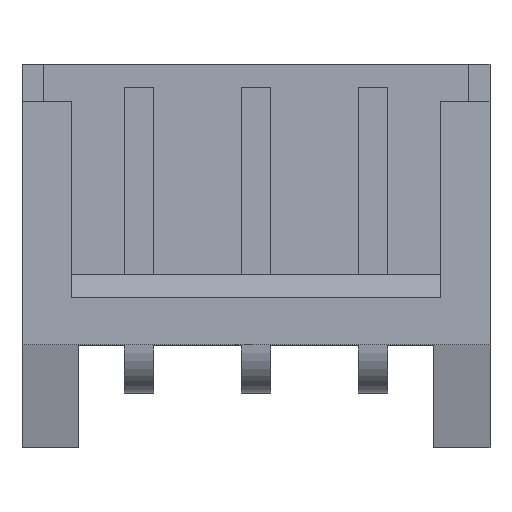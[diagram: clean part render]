
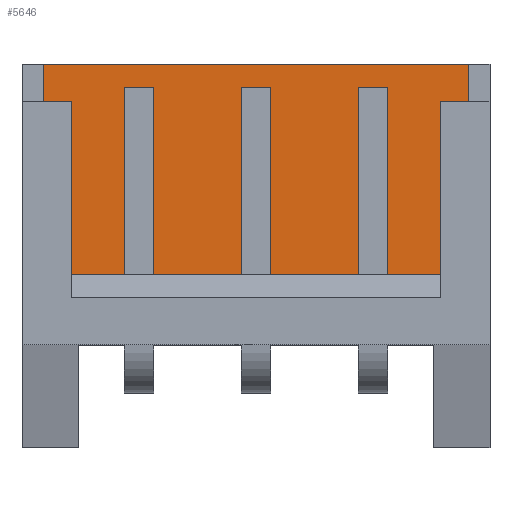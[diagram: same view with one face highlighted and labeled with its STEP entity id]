
A CAD part, top view. The second image highlights one B-rep face of the part: STEP entity #5646.
In plain terms, the highlighted planar face has unit normal (0, 0, 1).
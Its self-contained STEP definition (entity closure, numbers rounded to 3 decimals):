
#1799 = PLANE('',#1800);
#1800 = AXIS2_PLACEMENT_3D('',#1801,#1802,#1803);
#1801 = CARTESIAN_POINT('',(7.5,2.2,2.7));
#1802 = DIRECTION('',(0.,-1.,0.));
#1803 = DIRECTION('',(0.,0.,-1.));
#1855 = PLANE('',#1856);
#1856 = AXIS2_PLACEMENT_3D('',#1857,#1858,#1859);
#1857 = CARTESIAN_POINT('',(7.5,6.7,0.9));
#1858 = DIRECTION('',(0.,-1.,0.));
#1859 = DIRECTION('',(-1.,0.,0.));
#3754 = PLANE('',#3755);
#3755 = AXIS2_PLACEMENT_3D('',#3756,#3757,#3758);
#3756 = CARTESIAN_POINT('',(-2.05,6.7,0.9));
#3757 = DIRECTION('',(-1.,0.,0.));
#3758 = DIRECTION('',(0.,0.,1.));
#4309 = VERTEX_POINT('',#4310);
#4310 = CARTESIAN_POINT('',(7.05,2.2,0.9));
#4324 = PLANE('',#4325);
#4325 = AXIS2_PLACEMENT_3D('',#4326,#4327,#4328);
#4326 = CARTESIAN_POINT('',(7.05,6.7,0.9));
#4327 = DIRECTION('',(1.,0.,0.));
#4328 = DIRECTION('',(0.,0.,-1.));
#4336 = EDGE_CURVE('',#4309,#4337,#4339,.T.);
#4337 = VERTEX_POINT('',#4338);
#4338 = CARTESIAN_POINT('',(-2.05,2.2,0.9));
#4339 = SURFACE_CURVE('',#4340,(#4344,#4351),.PCURVE_S1.);
#4340 = LINE('',#4341,#4342);
#4341 = CARTESIAN_POINT('',(7.5,2.2,0.9));
#4342 = VECTOR('',#4343,1.);
#4343 = DIRECTION('',(-1.,0.,0.));
#4344 = PCURVE('',#1799,#4345);
#4345 = DEFINITIONAL_REPRESENTATION('',(#4346),#4350);
#4346 = LINE('',#4347,#4348);
#4347 = CARTESIAN_POINT('',(1.8,0.));
#4348 = VECTOR('',#4349,1.);
#4349 = DIRECTION('',(0.,-1.));
#4350 = ( GEOMETRIC_REPRESENTATION_CONTEXT(2) 
PARAMETRIC_REPRESENTATION_CONTEXT() REPRESENTATION_CONTEXT('2D SPACE',''
  ) );
#4351 = PCURVE('',#4352,#4357);
#4352 = PLANE('',#4353);
#4353 = AXIS2_PLACEMENT_3D('',#4354,#4355,#4356);
#4354 = CARTESIAN_POINT('',(7.5,6.7,0.9));
#4355 = DIRECTION('',(0.,0.,-1.));
#4356 = DIRECTION('',(-1.,0.,0.));
#4357 = DEFINITIONAL_REPRESENTATION('',(#4358),#4362);
#4358 = LINE('',#4359,#4360);
#4359 = CARTESIAN_POINT('',(0.,-4.5));
#4360 = VECTOR('',#4361,1.);
#4361 = DIRECTION('',(1.,0.));
#4362 = ( GEOMETRIC_REPRESENTATION_CONTEXT(2) 
PARAMETRIC_REPRESENTATION_CONTEXT() REPRESENTATION_CONTEXT('2D SPACE',''
  ) );
#4419 = VERTEX_POINT('',#4420);
#4420 = CARTESIAN_POINT('',(-2.05,6.7,0.9));
#4441 = EDGE_CURVE('',#4442,#4419,#4444,.T.);
#4442 = VERTEX_POINT('',#4443);
#4443 = CARTESIAN_POINT('',(7.05,6.7,0.9));
#4444 = SURFACE_CURVE('',#4445,(#4449,#4456),.PCURVE_S1.);
#4445 = LINE('',#4446,#4447);
#4446 = CARTESIAN_POINT('',(7.5,6.7,0.9));
#4447 = VECTOR('',#4448,1.);
#4448 = DIRECTION('',(-1.,0.,0.));
#4449 = PCURVE('',#1855,#4450);
#4450 = DEFINITIONAL_REPRESENTATION('',(#4451),#4455);
#4451 = LINE('',#4452,#4453);
#4452 = CARTESIAN_POINT('',(0.,0.));
#4453 = VECTOR('',#4454,1.);
#4454 = DIRECTION('',(1.,0.));
#4455 = ( GEOMETRIC_REPRESENTATION_CONTEXT(2) 
PARAMETRIC_REPRESENTATION_CONTEXT() REPRESENTATION_CONTEXT('2D SPACE',''
  ) );
#4456 = PCURVE('',#4352,#4457);
#4457 = DEFINITIONAL_REPRESENTATION('',(#4458),#4462);
#4458 = LINE('',#4459,#4460);
#4459 = CARTESIAN_POINT('',(0.,0.));
#4460 = VECTOR('',#4461,1.);
#4461 = DIRECTION('',(1.,0.));
#4462 = ( GEOMETRIC_REPRESENTATION_CONTEXT(2) 
PARAMETRIC_REPRESENTATION_CONTEXT() REPRESENTATION_CONTEXT('2D SPACE',''
  ) );
#4846 = EDGE_CURVE('',#4419,#4337,#4847,.T.);
#4847 = SURFACE_CURVE('',#4848,(#4852,#4859),.PCURVE_S1.);
#4848 = LINE('',#4849,#4850);
#4849 = CARTESIAN_POINT('',(-2.05,6.7,0.9));
#4850 = VECTOR('',#4851,1.);
#4851 = DIRECTION('',(0.,-1.,0.));
#4852 = PCURVE('',#3754,#4853);
#4853 = DEFINITIONAL_REPRESENTATION('',(#4854),#4858);
#4854 = LINE('',#4855,#4856);
#4855 = CARTESIAN_POINT('',(0.,0.));
#4856 = VECTOR('',#4857,1.);
#4857 = DIRECTION('',(0.,-1.));
#4858 = ( GEOMETRIC_REPRESENTATION_CONTEXT(2) 
PARAMETRIC_REPRESENTATION_CONTEXT() REPRESENTATION_CONTEXT('2D SPACE',''
  ) );
#4859 = PCURVE('',#4352,#4860);
#4860 = DEFINITIONAL_REPRESENTATION('',(#4861),#4865);
#4861 = LINE('',#4862,#4863);
#4862 = CARTESIAN_POINT('',(9.55,0.));
#4863 = VECTOR('',#4864,1.);
#4864 = DIRECTION('',(0.,-1.));
#4865 = ( GEOMETRIC_REPRESENTATION_CONTEXT(2) 
PARAMETRIC_REPRESENTATION_CONTEXT() REPRESENTATION_CONTEXT('2D SPACE',''
  ) );
#5646 = ADVANCED_FACE('',(#5647),#4352,.F.);
#5647 = FACE_BOUND('',#5648,.T.);
#5648 = EDGE_LOOP('',(#5649,#5650,#5651,#5672));
#5649 = ORIENTED_EDGE('',*,*,#4846,.T.);
#5650 = ORIENTED_EDGE('',*,*,#4336,.F.);
#5651 = ORIENTED_EDGE('',*,*,#5652,.F.);
#5652 = EDGE_CURVE('',#4442,#4309,#5653,.T.);
#5653 = SURFACE_CURVE('',#5654,(#5658,#5665),.PCURVE_S1.);
#5654 = LINE('',#5655,#5656);
#5655 = CARTESIAN_POINT('',(7.05,6.7,0.9));
#5656 = VECTOR('',#5657,1.);
#5657 = DIRECTION('',(0.,-1.,0.));
#5658 = PCURVE('',#4352,#5659);
#5659 = DEFINITIONAL_REPRESENTATION('',(#5660),#5664);
#5660 = LINE('',#5661,#5662);
#5661 = CARTESIAN_POINT('',(0.45,0.));
#5662 = VECTOR('',#5663,1.);
#5663 = DIRECTION('',(0.,-1.));
#5664 = ( GEOMETRIC_REPRESENTATION_CONTEXT(2) 
PARAMETRIC_REPRESENTATION_CONTEXT() REPRESENTATION_CONTEXT('2D SPACE',''
  ) );
#5665 = PCURVE('',#4324,#5666);
#5666 = DEFINITIONAL_REPRESENTATION('',(#5667),#5671);
#5667 = LINE('',#5668,#5669);
#5668 = CARTESIAN_POINT('',(0.,0.));
#5669 = VECTOR('',#5670,1.);
#5670 = DIRECTION('',(0.,-1.));
#5671 = ( GEOMETRIC_REPRESENTATION_CONTEXT(2) 
PARAMETRIC_REPRESENTATION_CONTEXT() REPRESENTATION_CONTEXT('2D SPACE',''
  ) );
#5672 = ORIENTED_EDGE('',*,*,#4441,.T.);
